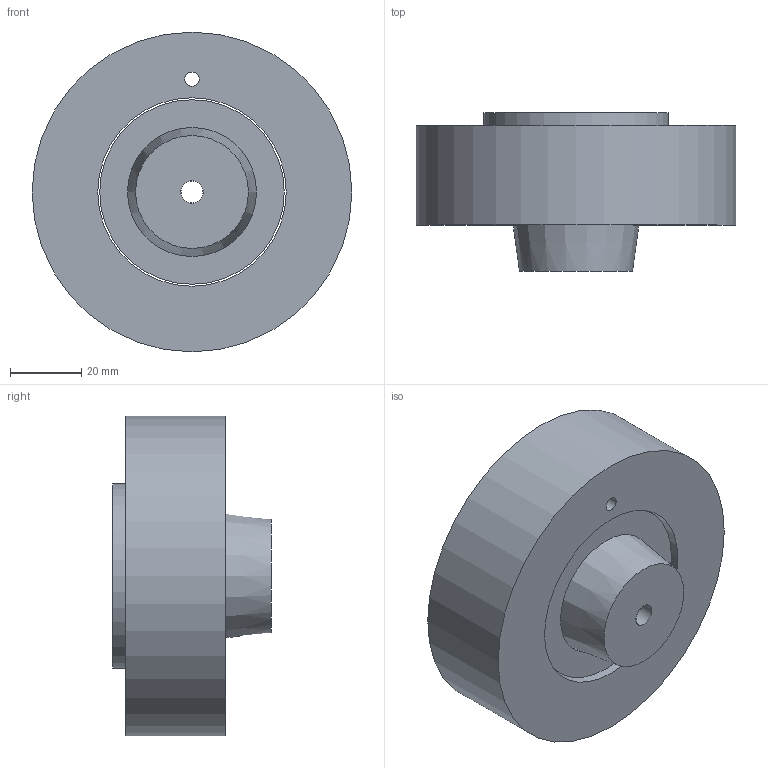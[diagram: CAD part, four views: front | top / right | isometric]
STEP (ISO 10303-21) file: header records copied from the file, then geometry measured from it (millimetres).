
FILE_DESCRIPTION(/* description */ (''),/* implementation_level */ '2;1');
FILE_NAME(/* name */ 'B-table and Collet v1.step',/* time_stamp */ '2022-04-18T09:23:54-06:00',/* author */ (''),/* organization */ (''),/* preprocessor_version */ 'ST-DEVELOPER v18.1',/* originating_system */ 'Autodesk Translation Framework v10.14.0.1471',/* authorisation */ '');
FILE_SCHEMA (('AUTOMOTIVE_DESIGN { 1 0 10303 214 3 1 1 }'));
Length unit declared in the file: inch
Products named in the file (5): B-table and Collet; Collet Bottom Taper; Collet Top Taper; ER-40 Collet Generic v1; V2PocketNC kinematic Bdisc v4
Assembly tree (4 placements, depth 2):
  B-table and Collet
    Collet Bottom Taper
    Collet Top Taper
    ER-40 Collet Generic v1
    V2PocketNC kinematic Bdisc v4
Bounding box: 89.94 x 44.62 x 89.94 mm (x, y, z)
Volume: 185289.1 mm3; surface area: 43171.1 mm2
Topology: 4 solids, 4 shells, 64 faces, 105 edges, 69 vertices
Faces by surface type: cylinder 29, plane 28, cone 7
Full cylindrical faces by diameter (mm): 3.1 x4, 3.175 x10, 4 x8, 6.35 x1, 36.068 x1, 51.85 x2, 51.9 x1, 53 x1, 89.937 x1
Entity records: 1688 total; most frequent: DIRECTION 316, CARTESIAN_POINT 245, ORIENTED_EDGE 206, AXIS2_PLACEMENT_3D 140, EDGE_CURVE 103, EDGE_LOOP 100, VERTEX_POINT 69, CIRCLE 67
